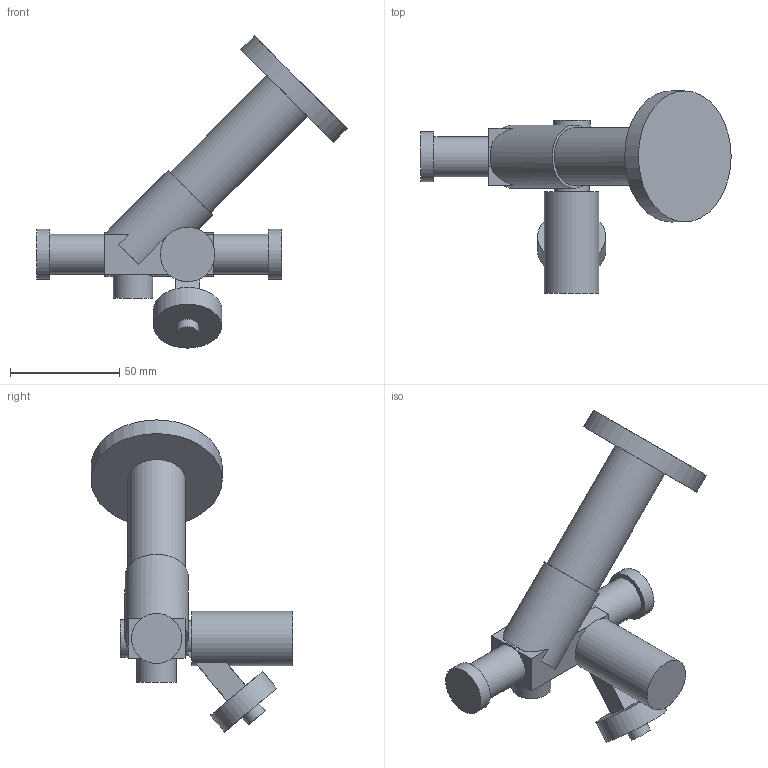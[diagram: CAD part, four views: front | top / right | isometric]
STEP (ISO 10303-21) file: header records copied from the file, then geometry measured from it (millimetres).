
FILE_DESCRIPTION(/* description */ ('STEP AP203'),/* implementation_level */ '2;1');
FILE_NAME(/* name */ '06001015CH',/* time_stamp */ '2024-03-19T17:33:57+01:00',/* author */ ('License CC BY-ND 4.0'),/* organization */ ('CADENAS'),/* preprocessor_version */ 'ST-DEVELOPER v19.3',/* originating_system */ 'PARTsolutions',/* authorisation */ ' ');
FILE_SCHEMA (('CONFIG_CONTROL_DESIGN'));
Length unit declared in the file: millimetre
Products named in the file (1): 06001015CH
Bounding box: 142 x 92.4 x 142.85 mm (x, y, z)
Volume: 156651.5 mm3; surface area: 31735.3 mm2
Topology: 1 solids, 1 shells, 55 faces, 124 edges, 83 vertices
Faces by surface type: plane 36, cylinder 19
Full cylindrical faces by diameter (mm): 10 x1, 16 x1, 17 x1, 18 x1, 18.4 x2, 22.94 x2, 24.98 x1, 26.4 x1, 29 x1, 31.25 x1, 60 x1
Entity records: 1496 total; most frequent: CARTESIAN_POINT 270, DIRECTION 259, ORIENTED_EDGE 214, EDGE_CURVE 107, AXIS2_PLACEMENT_3D 103, EDGE_LOOP 80, FACE_BOUND 80, VERTEX_POINT 79
